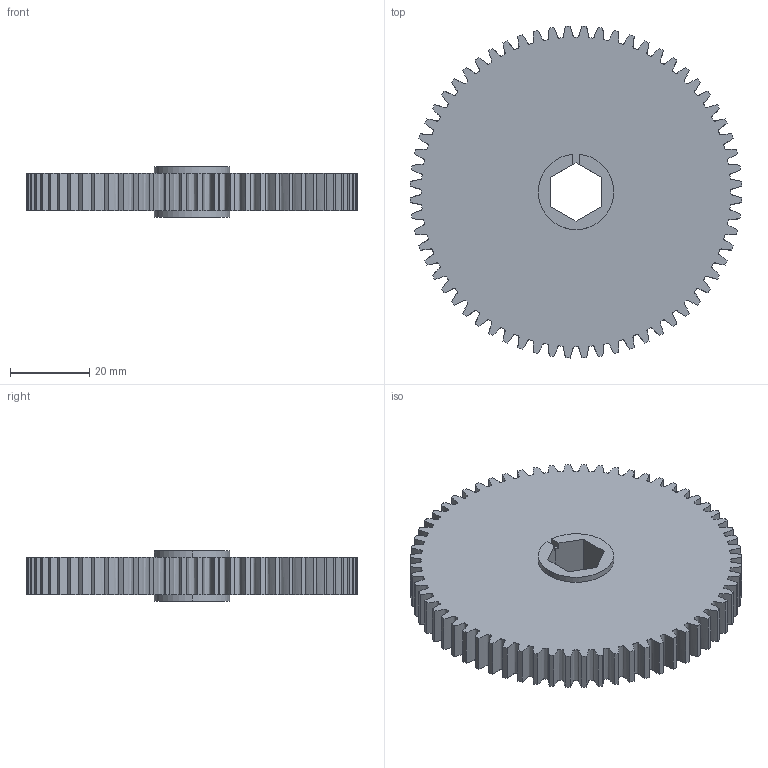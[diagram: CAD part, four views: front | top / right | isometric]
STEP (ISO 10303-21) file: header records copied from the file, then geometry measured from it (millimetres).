
FILE_DESCRIPTION (( 'STEP AP214' ), '1' );
FILE_NAME ('WCP-0722 Rev1.step', '2022-11-24T01:49:31', ( '' ), ( '' ), 'SwSTEP 2.0', 'SolidWorks 2020', '' );
FILE_SCHEMA (( 'AUTOMOTIVE_DESIGN' ));
Length unit declared in the file: inch
Products named in the file (1): WCP-0722 Rev1
Bounding box: 83.77 x 83.77 x 12.65 mm (x, y, z)
Volume: 49889.4 mm3; surface area: 15742.5 mm2
Topology: 1 solids, 1 shells, 145 faces, 426 edges, 284 vertices
Faces by surface type: cylinder 69, bspline 64, plane 12
Entity records: 25690 total; most frequent: CARTESIAN_POINT 20376, ORIENTED_EDGE 852, DIRECTION 600, EDGE_CURVE 426, VERTEX_POINT 284, AXIS2_PLACEMENT_3D 220, VECTOR 160, LINE 160
